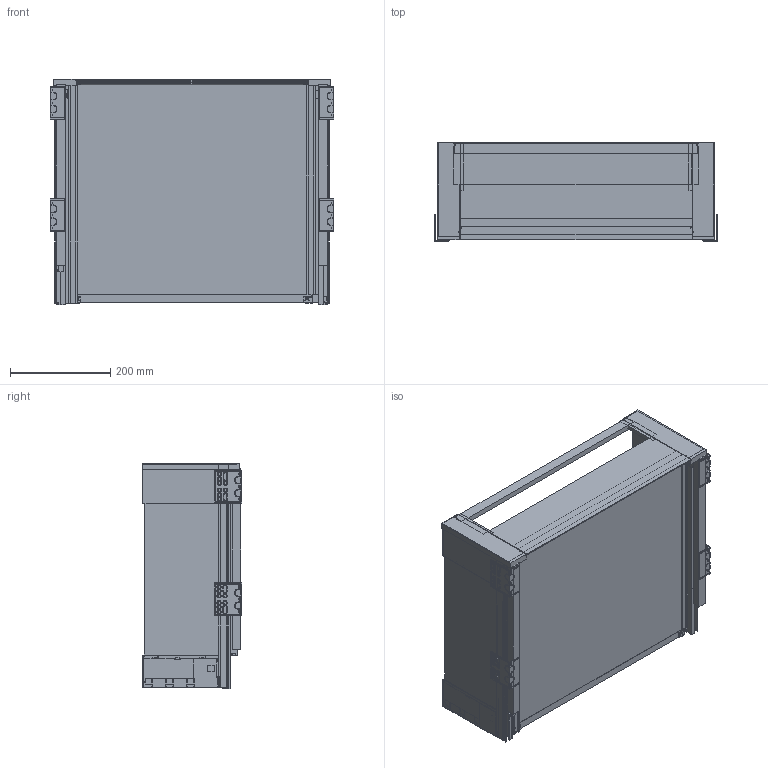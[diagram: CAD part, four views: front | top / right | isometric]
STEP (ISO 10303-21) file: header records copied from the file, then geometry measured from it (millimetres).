
FILE_DESCRIPTION(/* description */ (''),/* implementation_level */ '2;1');
FILE_NAME(/* name */ 'AXIS PRO GLASS 167_450_inner_drawer.stp',/* time_stamp */ '2023-08-08T14:10:36+02:00',/* author */ ('tomaszw'),/* organization */ (''),/* preprocessor_version */ 'ST-DEVELOPER v19.2',/* originating_system */ 'Autodesk Inventor 2023',/* authorisation */ '');
FILE_SCHEMA (('AUTOMOTIVE_DESIGN { 1 0 10303 214 3 1 1 }'));
Products named in the file (2): AXIS PRO GLASS; AXIS PRO GLASS_167_450 sz.wew
Assembly tree (1 placements, depth 2):
  AXIS PRO GLASS
    AXIS PRO GLASS_167_450 sz.wew
Bounding box: 564 x 197.5 x 448.5 mm (x, y, z)
Volume: 6888773.6 mm3; surface area: 1856504.1 mm2
Topology: 57 solids, 57 shells, 3968 faces, 11082 edges, 7265 vertices
Faces by surface type: plane 2673, cylinder 724, bspline 372, sphere 95, cone 86, torus 18
Full cylindrical faces by diameter (mm): 2.4 x1, 2.8 x2, 2.9 x2, 3.2 x54, 3.8 x1, 4 x15, 5.2 x4, 5.5 x1, 6.3 x31, 7 x4, 7.5 x2, 8.5 x2, 8.8 x18, 10 x19, 10.4 x8
Entity records: 223710 total; most frequent: CARTESIAN_POINT 119855, ORIENTED_EDGE 22098, DIRECTION 18485, EDGE_CURVE 11049, LINE 8303, VECTOR 8303, VERTEX_POINT 7289, AXIS2_PLACEMENT_3D 5091
